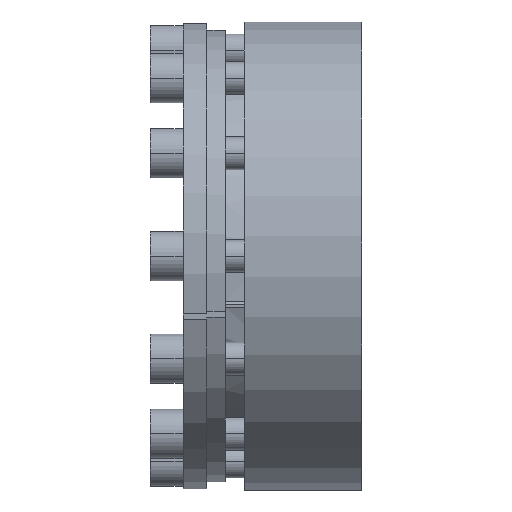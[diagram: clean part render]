
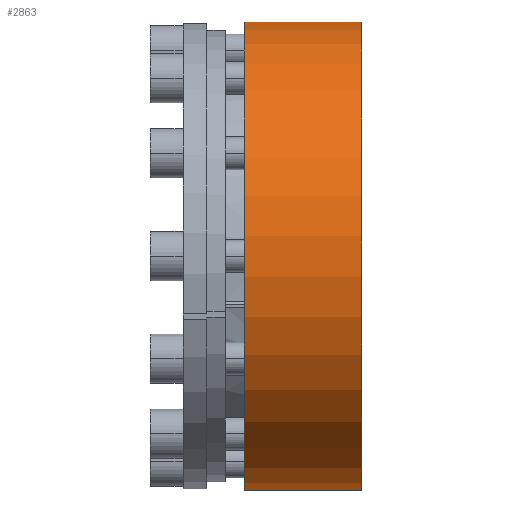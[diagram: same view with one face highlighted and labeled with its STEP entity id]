
A CAD part, front view. The second image highlights one B-rep face of the part: STEP entity #2863.
In plain terms, the highlighted cylindrical face has radius 100 mm (diameter 200 mm), a partial arc.
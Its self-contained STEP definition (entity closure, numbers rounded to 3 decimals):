
#2208=CARTESIAN_POINT('',(0.,0.,0.));
#2209=DIRECTION('',(-1.,0.,0.));
#2210=DIRECTION('',(0.,-0.969,-0.247));
#2211=AXIS2_PLACEMENT_3D('',#2208,#2209,#2210);
#2213=CARTESIAN_POINT('',(50.,0.,0.));
#2214=DIRECTION('',(1.,0.,0.));
#2215=DIRECTION('',(0.,-0.963,-0.271));
#2216=AXIS2_PLACEMENT_3D('',#2213,#2214,#2215);
#2218=DIRECTION('',(1.,0.,0.));
#2219=VECTOR('',#2218,50.);
#2220=CARTESIAN_POINT('',(0.,-96.262,-27.087));
#2221=LINE('',#2220,#2219);
#2246=DIRECTION('',(1.,0.,0.));
#2247=VECTOR('',#2246,50.);
#2248=CARTESIAN_POINT('',(0.,-96.909,-24.672));
#2249=LINE('',#2248,#2247);
#2282=CARTESIAN_POINT('',(0.,-96.909,-24.672));
#2283=CARTESIAN_POINT('',(0.,-96.262,-27.087));
#2284=VERTEX_POINT('',#2282);
#2285=VERTEX_POINT('',#2283);
#2294=CARTESIAN_POINT('',(50.,-96.262,-27.087));
#2295=VERTEX_POINT('',#2294);
#2296=CARTESIAN_POINT('',(50.,-96.909,-24.672));
#2297=VERTEX_POINT('',#2296);
#2850=CARTESIAN_POINT('',(-2.5,0.,0.));
#2851=DIRECTION('',(1.,0.,0.));
#2852=DIRECTION('',(0.,1.,0.));
#2853=AXIS2_PLACEMENT_3D('',#2850,#2851,#2852);
#2854=CYLINDRICAL_SURFACE('',#2853,100.);
#2855=ORIENTED_EDGE('',*,*,#2470,.T.);
#2857=ORIENTED_EDGE('',*,*,#2856,.T.);
#2858=ORIENTED_EDGE('',*,*,#2371,.T.);
#2860=ORIENTED_EDGE('',*,*,#2859,.F.);
#2861=EDGE_LOOP('',(#2855,#2857,#2858,#2860));
#2862=FACE_OUTER_BOUND('',#2861,.F.);
#2863=ADVANCED_FACE('',(#2862),#2854,.T.);
#2212=CIRCLE('',#2211,100.);
#2217=CIRCLE('',#2216,100.);
#2371=EDGE_CURVE('',#2295,#2297,#2217,.T.);
#2470=EDGE_CURVE('',#2284,#2285,#2212,.T.);
#2856=EDGE_CURVE('',#2285,#2295,#2221,.T.);
#2859=EDGE_CURVE('',#2284,#2297,#2249,.T.);
